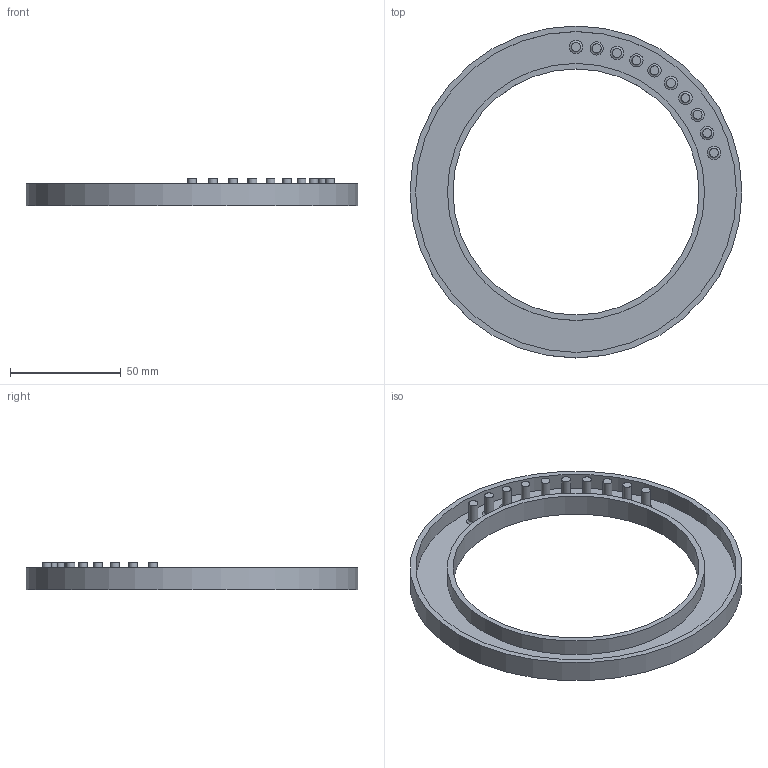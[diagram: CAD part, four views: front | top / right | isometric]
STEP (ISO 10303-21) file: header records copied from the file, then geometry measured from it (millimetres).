
FILE_DESCRIPTION( ( '' ), ' ' );
FILE_NAME( '5ea08c3b10d1c814c1f881f1.step', '2020-04-22T18:26:03', ( '' ), ( '' ), ' ', ' ', ' ' );
FILE_SCHEMA( ( 'AUTOMOTIVE_DESIGN { 1 0 10303 214 1 1 1 1 }' ) );
Length unit declared in the file: metre
Products named in the file (1): Part 1
Bounding box: 150 x 150 x 12.5 mm (x, y, z)
Volume: 36588 mm3; surface area: 31499.4 mm2
Topology: 1 solids, 1 shells, 38 faces, 62 edges, 38 vertices
Faces by surface type: cylinder 14, plane 14, torus 10
Full cylindrical faces by diameter (mm): 4 x10, 111.157 x1, 116.157 x1, 145 x1, 150 x1
Entity records: 1088 total; most frequent: DIRECTION 154, CARTESIAN_POINT 115, AXIS2_PLACEMENT_3D 77, EDGE_LOOP 76, ORIENTED_EDGE 76, FACE_OUTER_BOUND 62, STYLED_ITEM 38, PRESENTATION_STYLE_ASSIGNMENT 38
